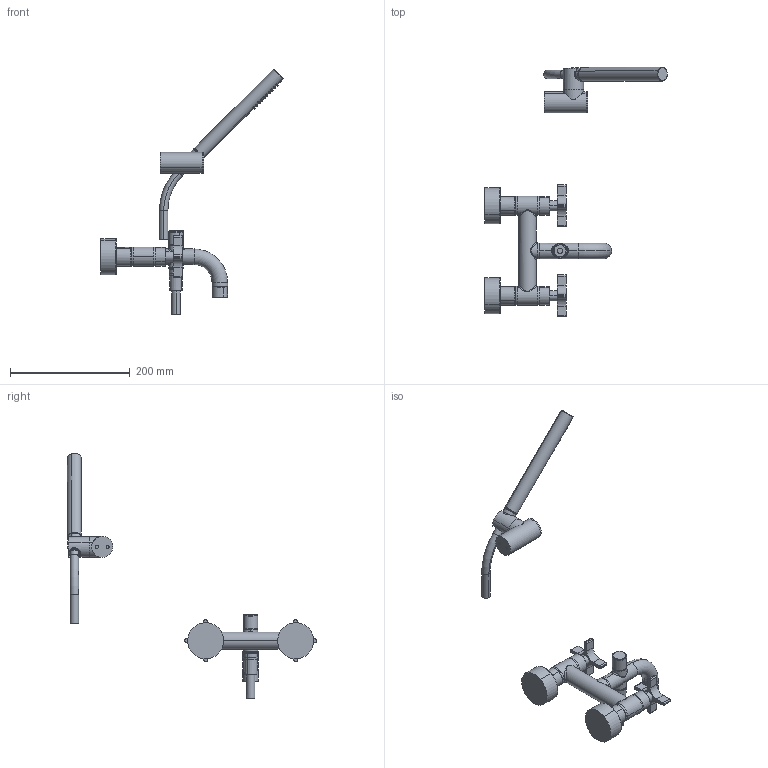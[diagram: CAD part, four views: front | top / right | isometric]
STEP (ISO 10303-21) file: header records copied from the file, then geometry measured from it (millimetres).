
FILE_DESCRIPTION(('CATIA V5 STEP Exchange','CAx-IF Rec.Pracs.--- Model Styling and Organization---1.5--- 2016-08-15','CAx-IF Rec.Pracs.---Supplemental Geometry---1.0---2011-11-01','CAx-IF Rec.Pracs.--- Composite Materials ---3.4---2017-06-13','CAx-IF Rec.Pracs.---Tessellated 3D Geometry---1.0---2015-12-17'),'2;1');
FILE_NAME('GS000120.stp','2022-09-16T13:27:16+00:00',('none'),('none'),'CATIA Version 5-6 Release 2020 SP2','CATIA V5 STEP AP242 v2','none');
FILE_SCHEMA(('AP242_MANAGED_MODEL_BASED_3D_ENGINEERING_MIM_LF {1 0 10303 442 1 1 4}'));
Products named in the file (1): Product1_AllCATPart
Bounding box: 304.26 x 415.13 x 409.79 mm (x, y, z)
Volume: 636624.2 mm3; surface area: 161628.1 mm2
Topology: 10 solids, 24 shells, 1918 faces, 5397 edges, 3527 vertices
Faces by surface type: cylinder 845, plane 598, cone 182, extrusion 164, torus 109, bspline 20
Entity records: 69029 total; most frequent: CARTESIAN_POINT 26063, ORIENTED_EDGE 10782, DIRECTION 5687, EDGE_CURVE 5391, VERTEX_POINT 3527, AXIS2_PLACEMENT_3D 2505, VECTOR 2313, LINE 2149
